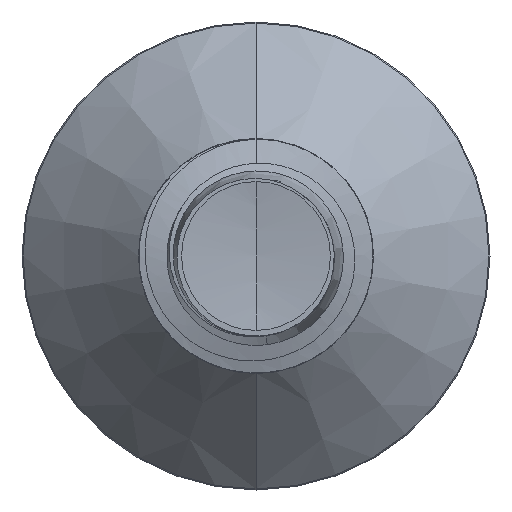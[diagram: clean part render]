
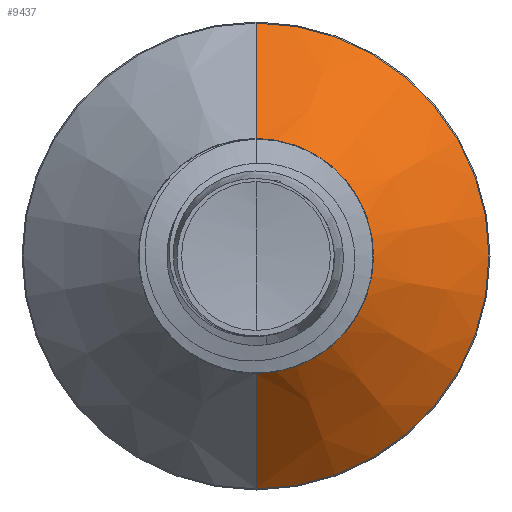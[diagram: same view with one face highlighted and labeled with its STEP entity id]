
A CAD part, front view. The second image highlights one B-rep face of the part: STEP entity #9437.
In plain terms, the highlighted conical face has half-angle 45 degrees and reference radius 1.256 mm.
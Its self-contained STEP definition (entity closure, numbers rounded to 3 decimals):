
#298 = ORIENTED_EDGE ( 'NONE', *, *, #7359, .F. ) ;
#744 = VECTOR ( 'NONE', #1562, 1000. ) ;
#1254 = CIRCLE ( 'NONE', #8656, 2.489 ) ;
#1562 = DIRECTION ( 'NONE',  ( 0., 0.707, -0.707 ) ) ;
#1705 = VERTEX_POINT ( 'NONE', #5384 ) ;
#1877 = DIRECTION ( 'NONE',  ( 0., 1., 0. ) ) ;
#2299 = ORIENTED_EDGE ( 'NONE', *, *, #7734, .T. ) ;
#2604 = LINE ( 'NONE', #6356, #744 ) ;
#2638 = DIRECTION ( 'NONE',  ( 0., 0., 1. ) ) ;
#2994 = CARTESIAN_POINT ( 'NONE',  ( 0., 2.206, 0. ) ) ;
#3060 = EDGE_CURVE ( 'NONE', #3597, #1705, #4272, .T. ) ;
#3155 = VERTEX_POINT ( 'NONE', #10222 ) ;
#3597 = VERTEX_POINT ( 'NONE', #7357 ) ;
#3803 = AXIS2_PLACEMENT_3D ( 'NONE', #6641, #1877, #2638 ) ;
#3826 = DIRECTION ( 'NONE',  ( 0., 0., 1. ) ) ;
#3897 = CARTESIAN_POINT ( 'NONE',  ( 0., 3.439, 0. ) ) ;
#4272 = LINE ( 'NONE', #5454, #6649 ) ;
#4662 = DIRECTION ( 'NONE',  ( 0., 0.707, 0.707 ) ) ;
#4693 = DIRECTION ( 'NONE',  ( 0., 0., 1. ) ) ;
#5384 = CARTESIAN_POINT ( 'NONE',  ( 0., 3.439, 2.489 ) ) ;
#5454 = CARTESIAN_POINT ( 'NONE',  ( 0., 2.206, 1.256 ) ) ;
#6356 = CARTESIAN_POINT ( 'NONE',  ( 0., 2.206, -1.256 ) ) ;
#6527 = AXIS2_PLACEMENT_3D ( 'NONE', #2994, #8577, #3826 ) ;
#6641 = CARTESIAN_POINT ( 'NONE',  ( 0., 2.206, 0. ) ) ;
#6649 = VECTOR ( 'NONE', #4662, 1000. ) ;
#7125 = CONICAL_SURFACE ( 'NONE', #3803, 1.256, 0.785 ) ;
#7174 = EDGE_CURVE ( 'NONE', #3597, #8401, #7625, .T. ) ;
#7357 = CARTESIAN_POINT ( 'NONE',  ( 0., 2.206, 1.256 ) ) ;
#7359 = EDGE_CURVE ( 'NONE', #1705, #3155, #1254, .T. ) ;
#7614 = FACE_OUTER_BOUND ( 'NONE', #8786, .T. ) ;
#7625 = CIRCLE ( 'NONE', #6527, 1.256 ) ;
#7734 = EDGE_CURVE ( 'NONE', #8401, #3155, #2604, .T. ) ;
#7915 = ORIENTED_EDGE ( 'NONE', *, *, #7174, .T. ) ;
#8401 = VERTEX_POINT ( 'NONE', #9813 ) ;
#8577 = DIRECTION ( 'NONE',  ( 0., 1., 0. ) ) ;
#8656 = AXIS2_PLACEMENT_3D ( 'NONE', #3897, #9433, #4693 ) ;
#8786 = EDGE_LOOP ( 'NONE', ( #7915, #2299, #298, #9579 ) ) ;
#9433 = DIRECTION ( 'NONE',  ( 0., 1., 0. ) ) ;
#9437 = ADVANCED_FACE ( 'NONE', ( #7614 ), #7125, .T. ) ;
#9579 = ORIENTED_EDGE ( 'NONE', *, *, #3060, .F. ) ;
#9813 = CARTESIAN_POINT ( 'NONE',  ( 0., 2.206, -1.256 ) ) ;
#10222 = CARTESIAN_POINT ( 'NONE',  ( 0., 3.439, -2.489 ) ) ;
